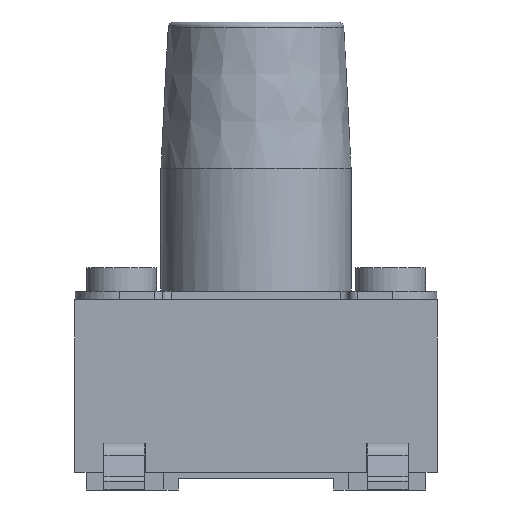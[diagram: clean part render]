
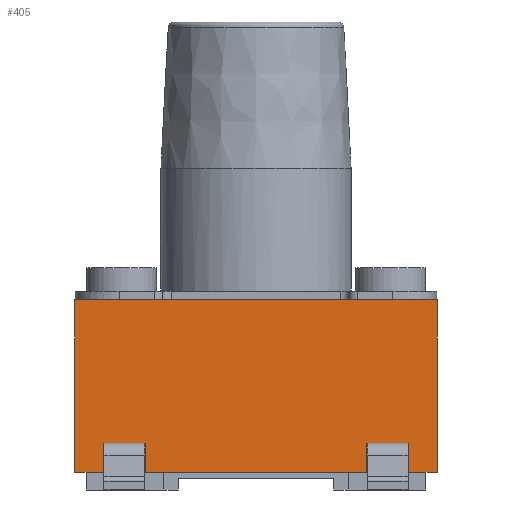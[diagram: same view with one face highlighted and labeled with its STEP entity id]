
A CAD part, left-side view. The second image highlights one B-rep face of the part: STEP entity #405.
In plain terms, the highlighted planar face has unit normal (-1, 0, 0).
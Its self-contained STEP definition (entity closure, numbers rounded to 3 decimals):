
#405 = ADVANCED_FACE( '', ( #850 ), #851, .F. );
#850 = FACE_OUTER_BOUND( '', #1968, .T. );
#851 = PLANE( '', #1969 );
#1968 = EDGE_LOOP( '', ( #3141, #3142, #3143, #3144, #3145, #3146, #3147, #3148, #3149, #3150, #3151, #3152, #3153, #3154, #3155, #3156 ) );
#1969 = AXIS2_PLACEMENT_3D( '', #3157, #3158, #3159 );
#3141 = ORIENTED_EDGE( '', *, *, #3702, .T. );
#3142 = ORIENTED_EDGE( '', *, *, #3626, .F. );
#3143 = ORIENTED_EDGE( '', *, *, #3853, .F. );
#3144 = ORIENTED_EDGE( '', *, *, #3575, .F. );
#3145 = ORIENTED_EDGE( '', *, *, #3870, .F. );
#3146 = ORIENTED_EDGE( '', *, *, #3598, .F. );
#3147 = ORIENTED_EDGE( '', *, *, #3506, .F. );
#3148 = ORIENTED_EDGE( '', *, *, #3524, .F. );
#3149 = ORIENTED_EDGE( '', *, *, #3651, .T. );
#3150 = ORIENTED_EDGE( '', *, *, #3605, .F. );
#3151 = ORIENTED_EDGE( '', *, *, #3675, .T. );
#3152 = ORIENTED_EDGE( '', *, *, #3509, .T. );
#3153 = ORIENTED_EDGE( '', *, *, #3917, .T. );
#3154 = ORIENTED_EDGE( '', *, *, #3875, .T. );
#3155 = ORIENTED_EDGE( '', *, *, #3918, .F. );
#3156 = ORIENTED_EDGE( '', *, *, #3602, .F. );
#3157 = CARTESIAN_POINT( '', ( -3.1, 3.1, 3.25 ) );
#3158 = DIRECTION( '', ( 1., 0., 0. ) );
#3159 = DIRECTION( '', ( 0., 0., -1. ) );
#3506 = EDGE_CURVE( '', #4108, #4104, #4110, .T. );
#3509 = EDGE_CURVE( '', #4114, #4112, #4115, .T. );
#3524 = EDGE_CURVE( '', #4138, #4108, #4139, .T. );
#3575 = EDGE_CURVE( '', #4231, #4232, #4233, .T. );
#3598 = EDGE_CURVE( '', #4104, #4271, #4272, .T. );
#3602 = EDGE_CURVE( '', #4277, #4279, #4280, .T. );
#3605 = EDGE_CURVE( '', #4282, #4284, #4285, .T. );
#3626 = EDGE_CURVE( '', #4319, #4321, #4322, .T. );
#3651 = EDGE_CURVE( '', #4138, #4284, #4358, .T. );
#3675 = EDGE_CURVE( '', #4282, #4114, #4392, .T. );
#3702 = EDGE_CURVE( '', #4277, #4321, #4433, .T. );
#3853 = EDGE_CURVE( '', #4232, #4319, #4644, .F. );
#3870 = EDGE_CURVE( '', #4271, #4231, #4663, .T. );
#3875 = EDGE_CURVE( '', #4668, #4669, #4670, .T. );
#3917 = EDGE_CURVE( '', #4112, #4668, #4717, .F. );
#3918 = EDGE_CURVE( '', #4279, #4669, #4718, .T. );
#4104 = VERTEX_POINT( '', #4961 );
#4108 = VERTEX_POINT( '', #4967 );
#4110 = LINE( '', #4970, #4971 );
#4112 = VERTEX_POINT( '', #4973 );
#4114 = VERTEX_POINT( '', #4976 );
#4115 = LINE( '', #4977, #4978 );
#4138 = VERTEX_POINT( '', #5012 );
#4139 = LINE( '', #5013, #5014 );
#4231 = VERTEX_POINT( '', #5129 );
#4232 = VERTEX_POINT( '', #5130 );
#4233 = LINE( '', #5131, #5132 );
#4271 = VERTEX_POINT( '', #5190 );
#4272 = LINE( '', #5191, #5192 );
#4277 = VERTEX_POINT( '', #5199 );
#4279 = VERTEX_POINT( '', #5202 );
#4280 = LINE( '', #5203, #5204 );
#4282 = VERTEX_POINT( '', #5207 );
#4284 = VERTEX_POINT( '', #5210 );
#4285 = LINE( '', #5211, #5212 );
#4319 = VERTEX_POINT( '', #5259 );
#4321 = VERTEX_POINT( '', #5262 );
#4322 = LINE( '', #5263, #5264 );
#4358 = LINE( '', #5315, #5316 );
#4392 = LINE( '', #5530, #5531 );
#4433 = LINE( '', #5588, #5589 );
#4644 = LINE( '', #6075, #6076 );
#4663 = LINE( '', #6101, #6102 );
#4668 = VERTEX_POINT( '', #6109 );
#4669 = VERTEX_POINT( '', #6110 );
#4670 = LINE( '', #6111, #6112 );
#4717 = LINE( '', #6176, #6177 );
#4718 = LINE( '', #6178, #6179 );
#4961 = CARTESIAN_POINT( '', ( -3.1, -3.1, 0.3 ) );
#4967 = CARTESIAN_POINT( '', ( -3.1, -3.1, 3.25 ) );
#4970 = CARTESIAN_POINT( '', ( -3.1, -3.1, 3.25 ) );
#4971 = VECTOR( '', #6319, 1000. );
#4973 = CARTESIAN_POINT( '', ( -3.1, 2.6, 0.8 ) );
#4976 = CARTESIAN_POINT( '', ( -3.1, 2.605, 0.8 ) );
#4977 = CARTESIAN_POINT( '', ( -3.1, 2.605, 0.8 ) );
#4978 = VECTOR( '', #6321, 1000. );
#5012 = CARTESIAN_POINT( '', ( -3.1, 3.1, 3.25 ) );
#5013 = CARTESIAN_POINT( '', ( -3.1, 3.1, 3.25 ) );
#5014 = VECTOR( '', #6333, 1000. );
#5129 = CARTESIAN_POINT( '', ( -3.1, -2.605, 0.8 ) );
#5130 = CARTESIAN_POINT( '', ( -3.1, -2.6, 0.8 ) );
#5131 = CARTESIAN_POINT( '', ( -3.1, -2.605, 0.8 ) );
#5132 = VECTOR( '', #6426, 1000. );
#5190 = CARTESIAN_POINT( '', ( -3.1, -2.605, 0.3 ) );
#5191 = CARTESIAN_POINT( '', ( -3.1, -3.1, 0.3 ) );
#5192 = VECTOR( '', #6447, 1000. );
#5199 = CARTESIAN_POINT( '', ( -3.1, -1.895, 0.3 ) );
#5202 = CARTESIAN_POINT( '', ( -3.1, 1.895, 0.3 ) );
#5203 = CARTESIAN_POINT( '', ( -3.1, -3.1, 0.3 ) );
#5204 = VECTOR( '', #6451, 1000. );
#5207 = CARTESIAN_POINT( '', ( -3.1, 2.605, 0.3 ) );
#5210 = CARTESIAN_POINT( '', ( -3.1, 3.1, 0.3 ) );
#5211 = CARTESIAN_POINT( '', ( -3.1, -3.1, 0.3 ) );
#5212 = VECTOR( '', #6454, 1000. );
#5259 = CARTESIAN_POINT( '', ( -3.1, -1.9, 0.8 ) );
#5262 = CARTESIAN_POINT( '', ( -3.1, -1.895, 0.8 ) );
#5263 = CARTESIAN_POINT( '', ( -3.1, -2.605, 0.8 ) );
#5264 = VECTOR( '', #6475, 1000. );
#5315 = CARTESIAN_POINT( '', ( -3.1, 3.1, 3.25 ) );
#5316 = VECTOR( '', #6497, 1000. );
#5530 = CARTESIAN_POINT( '', ( -3.1, 2.605, -11.069 ) );
#5531 = VECTOR( '', #6520, 1000. );
#5588 = CARTESIAN_POINT( '', ( -3.1, -1.895, -11.069 ) );
#5589 = VECTOR( '', #6552, 1000. );
#6075 = CARTESIAN_POINT( '', ( -3.1, -1.9, 0.8 ) );
#6076 = VECTOR( '', #6730, 1000. );
#6101 = CARTESIAN_POINT( '', ( -3.1, -2.605, -11.069 ) );
#6102 = VECTOR( '', #6743, 1000. );
#6109 = CARTESIAN_POINT( '', ( -3.1, 1.9, 0.8 ) );
#6110 = CARTESIAN_POINT( '', ( -3.1, 1.895, 0.8 ) );
#6111 = CARTESIAN_POINT( '', ( -3.1, 2.605, 0.8 ) );
#6112 = VECTOR( '', #6746, 1000. );
#6176 = CARTESIAN_POINT( '', ( -3.1, 1.9, 0.8 ) );
#6177 = VECTOR( '', #6773, 1000. );
#6178 = CARTESIAN_POINT( '', ( -3.1, 1.895, -11.069 ) );
#6179 = VECTOR( '', #6774, 1000. );
#6319 = DIRECTION( '', ( 0., 0., -1. ) );
#6321 = DIRECTION( '', ( 0., -1., 0. ) );
#6333 = DIRECTION( '', ( 0., -1., 0. ) );
#6426 = DIRECTION( '', ( 0., 1., 0. ) );
#6447 = DIRECTION( '', ( 0., 1., 0. ) );
#6451 = DIRECTION( '', ( 0., 1., 0. ) );
#6454 = DIRECTION( '', ( 0., 1., 0. ) );
#6475 = DIRECTION( '', ( 0., 1., 0. ) );
#6497 = DIRECTION( '', ( 0., 0., -1. ) );
#6520 = DIRECTION( '', ( 0., 0., 1. ) );
#6552 = DIRECTION( '', ( 0., 0., 1. ) );
#6730 = DIRECTION( '', ( 0., -1., 0. ) );
#6743 = DIRECTION( '', ( 0., 0., 1. ) );
#6746 = DIRECTION( '', ( 0., -1., 0. ) );
#6773 = DIRECTION( '', ( 0., 1., 0. ) );
#6774 = DIRECTION( '', ( 0., 0., 1. ) );
